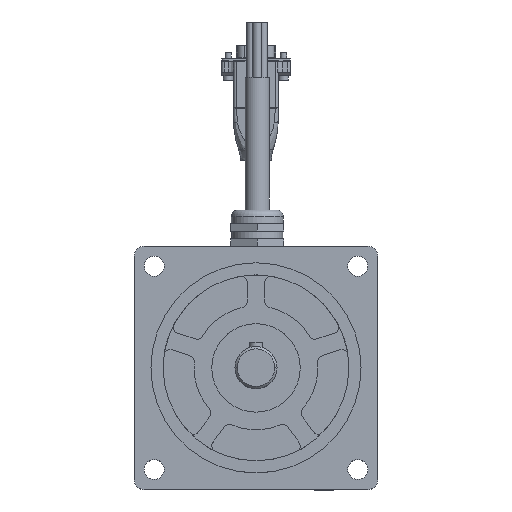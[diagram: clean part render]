
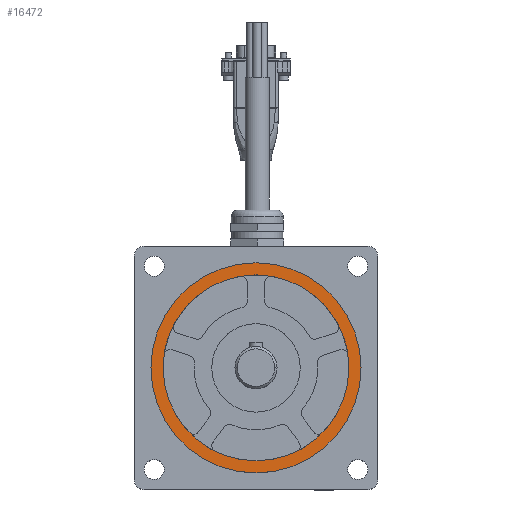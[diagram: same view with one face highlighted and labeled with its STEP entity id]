
A CAD part, top view. The second image highlights one B-rep face of the part: STEP entity #16472.
In plain terms, the highlighted planar face has unit normal (0, 0, 1).
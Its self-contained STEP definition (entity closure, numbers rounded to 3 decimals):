
#990 = ORIENTED_EDGE ( 'NONE', *, *, #12837, .T. ) ;
#1310 = AXIS2_PLACEMENT_3D ( 'NONE', #2984, #20905, #20649 ) ;
#1652 = ORIENTED_EDGE ( 'NONE', *, *, #20622, .T. ) ;
#1692 = AXIS2_PLACEMENT_3D ( 'NONE', #7692, #21406, #23452 ) ;
#2549 = CIRCLE ( 'NONE', #21758, 47.5 ) ;
#2984 = CARTESIAN_POINT ( 'NONE',  ( 0., 0., 4.6 ) ) ;
#3440 = DIRECTION ( 'NONE',  ( 0., 0., 1. ) ) ;
#5490 = ORIENTED_EDGE ( 'NONE', *, *, #23878, .F. ) ;
#5698 = AXIS2_PLACEMENT_3D ( 'NONE', #14562, #10833, #18792 ) ;
#6208 = CARTESIAN_POINT ( 'NONE',  ( -42., 0., 4.6 ) ) ;
#6836 = ORIENTED_EDGE ( 'NONE', *, *, #14080, .F. ) ;
#7264 = CARTESIAN_POINT ( 'NONE',  ( 0., 0., 4.6 ) ) ;
#7301 = DIRECTION ( 'NONE',  ( 1., 0., 0. ) ) ;
#7692 = CARTESIAN_POINT ( 'NONE',  ( 0., 0., 4.6 ) ) ;
#8458 = CARTESIAN_POINT ( 'NONE',  ( -47.5, 0., 4.6 ) ) ;
#8708 = VERTEX_POINT ( 'NONE', #9441 ) ;
#9223 = CARTESIAN_POINT ( 'NONE',  ( 0., 0., 4.6 ) ) ;
#9441 = CARTESIAN_POINT ( 'NONE',  ( 47.5, 0., 4.6 ) ) ;
#10833 = DIRECTION ( 'NONE',  ( 0., 0., 1. ) ) ;
#11279 = DIRECTION ( 'NONE',  ( 0., 0., 1. ) ) ;
#12278 = VERTEX_POINT ( 'NONE', #6208 ) ;
#12284 = EDGE_LOOP ( 'NONE', ( #1652, #990 ) ) ;
#12832 = CARTESIAN_POINT ( 'NONE',  ( 42., 0., 4.6 ) ) ;
#12837 = EDGE_CURVE ( 'NONE', #8708, #22385, #2549, .T. ) ;
#13037 = DIRECTION ( 'NONE',  ( 1., 0., 0. ) ) ;
#13276 = EDGE_LOOP ( 'NONE', ( #5490, #6836 ) ) ;
#14080 = EDGE_CURVE ( 'NONE', #12278, #20559, #18466, .T. ) ;
#14562 = CARTESIAN_POINT ( 'NONE',  ( 0., 0., 4.6 ) ) ;
#16009 = PLANE ( 'NONE',  #5698 ) ;
#16472 = ADVANCED_FACE ( 'NONE', ( #19731, #20323 ), #16009, .T. ) ;
#18440 = AXIS2_PLACEMENT_3D ( 'NONE', #7264, #3440, #13037 ) ;
#18466 = CIRCLE ( 'NONE', #1692, 42. ) ;
#18792 = DIRECTION ( 'NONE',  ( 1., 0., 0. ) ) ;
#19731 = FACE_BOUND ( 'NONE', #13276, .T. ) ;
#20323 = FACE_OUTER_BOUND ( 'NONE', #12284, .T. ) ;
#20559 = VERTEX_POINT ( 'NONE', #12832 ) ;
#20622 = EDGE_CURVE ( 'NONE', #22385, #8708, #25005, .T. ) ;
#20649 = DIRECTION ( 'NONE',  ( 1., 0., 0. ) ) ;
#20905 = DIRECTION ( 'NONE',  ( 0., 0., 1. ) ) ;
#21406 = DIRECTION ( 'NONE',  ( 0., 0., 1. ) ) ;
#21758 = AXIS2_PLACEMENT_3D ( 'NONE', #9223, #11279, #7301 ) ;
#22385 = VERTEX_POINT ( 'NONE', #8458 ) ;
#23347 = CIRCLE ( 'NONE', #18440, 42. ) ;
#23452 = DIRECTION ( 'NONE',  ( 1., 0., 0. ) ) ;
#23878 = EDGE_CURVE ( 'NONE', #20559, #12278, #23347, .T. ) ;
#25005 = CIRCLE ( 'NONE', #1310, 47.5 ) ;
